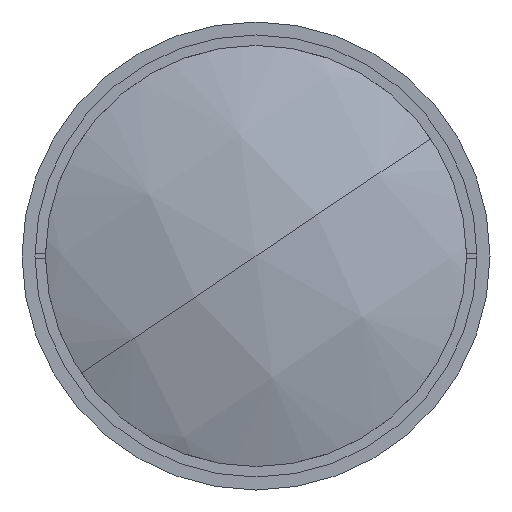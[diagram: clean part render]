
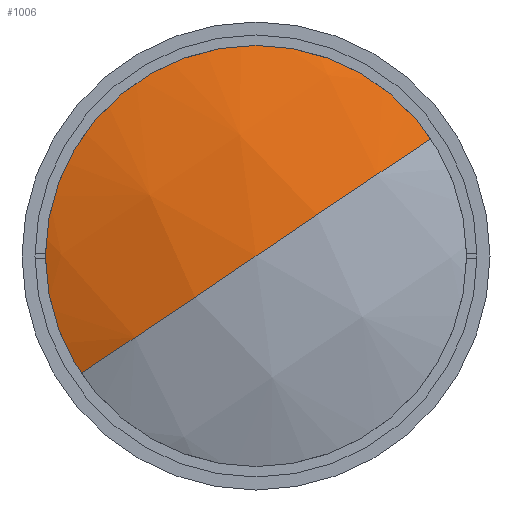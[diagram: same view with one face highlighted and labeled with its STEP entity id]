
A CAD part, left-side view. The second image highlights one B-rep face of the part: STEP entity #1006.
In plain terms, the highlighted spherical face has radius 111.8 mm.
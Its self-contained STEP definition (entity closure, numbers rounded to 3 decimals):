
#934 = EDGE_CURVE ( 'NONE', #9001, #4793, #10226, .T. ) ;
#1006 = ADVANCED_FACE ( 'NONE', ( #13601 ), #5301, .T. ) ;
#1206 = DIRECTION ( 'NONE',  ( 0., 0.558, 0.83 ) ) ;
#1340 = DIRECTION ( 'NONE',  ( 0., 0.558, 0.83 ) ) ;
#1880 = VERTEX_POINT ( 'NONE', #8897 ) ;
#2576 = ORIENTED_EDGE ( 'NONE', *, *, #934, .T. ) ;
#2798 = ORIENTED_EDGE ( 'NONE', *, *, #19454, .T. ) ;
#2872 = DIRECTION ( 'NONE',  ( 0., -0.83, 0.558 ) ) ;
#3292 = AXIS2_PLACEMENT_3D ( 'NONE', #17242, #7271, #18881 ) ;
#3969 = AXIS2_PLACEMENT_3D ( 'NONE', #15659, #5722, #17334 ) ;
#4477 = CARTESIAN_POINT ( 'NONE',  ( 113.3, 0., 0. ) ) ;
#4793 = VERTEX_POINT ( 'NONE', #21245 ) ;
#5301 = SPHERICAL_SURFACE ( 'NONE', #7725, 111.8 ) ;
#5722 = DIRECTION ( 'NONE',  ( 0., -0.558, -0.83 ) ) ;
#6754 = ORIENTED_EDGE ( 'NONE', *, *, #12617, .F. ) ;
#7024 = CIRCLE ( 'NONE', #3969, 111.8 ) ;
#7271 = DIRECTION ( 'NONE',  ( 0., 0.558, 0.83 ) ) ;
#7725 = AXIS2_PLACEMENT_3D ( 'NONE', #4477, #1206, #2872 ) ;
#8897 = CARTESIAN_POINT ( 'NONE',  ( 9.488, -34.435, 23.162 ) ) ;
#9001 = VERTEX_POINT ( 'NONE', #17410 ) ;
#10226 = CIRCLE ( 'NONE', #3292, 111.8 ) ;
#11252 = DIRECTION ( 'NONE',  ( -1., 0., 0. ) ) ;
#12159 = AXIS2_PLACEMENT_3D ( 'NONE', #21219, #11252, #1340 ) ;
#12617 = EDGE_CURVE ( 'NONE', #1880, #4793, #7024, .T. ) ;
#13601 = FACE_OUTER_BOUND ( 'NONE', #13690, .T. ) ;
#13690 = EDGE_LOOP ( 'NONE', ( #2798, #2576, #6754 ) ) ;
#15659 = CARTESIAN_POINT ( 'NONE',  ( 113.3, 0., 0. ) ) ;
#17242 = CARTESIAN_POINT ( 'NONE',  ( 113.3, 0., 0. ) ) ;
#17334 = DIRECTION ( 'NONE',  ( 0., 0.83, -0.558 ) ) ;
#17410 = CARTESIAN_POINT ( 'NONE',  ( 9.488, 34.435, -23.162 ) ) ;
#18881 = DIRECTION ( 'NONE',  ( 0., -0.83, 0.558 ) ) ;
#19454 = EDGE_CURVE ( 'NONE', #1880, #9001, #20636, .T. ) ;
#20636 = CIRCLE ( 'NONE', #12159, 41.5 ) ;
#21219 = CARTESIAN_POINT ( 'NONE',  ( 9.488, 0., 0. ) ) ;
#21245 = CARTESIAN_POINT ( 'NONE',  ( 1.5, 0., 0. ) ) ;
